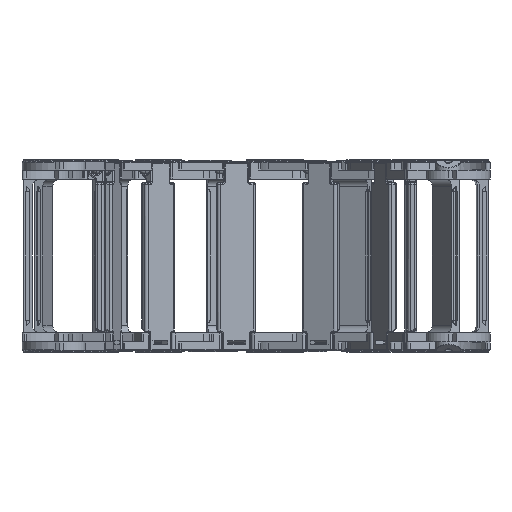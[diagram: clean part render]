
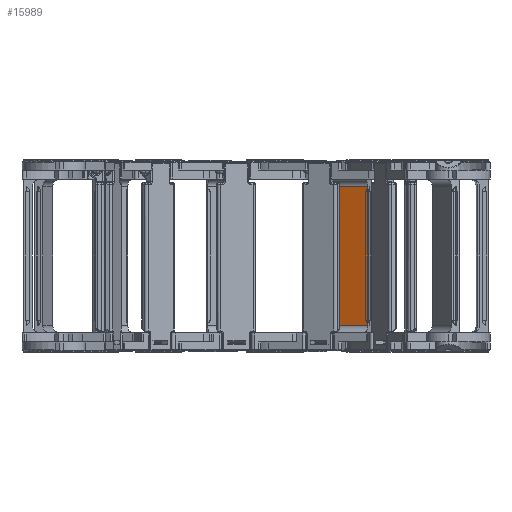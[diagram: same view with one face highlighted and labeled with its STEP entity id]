
A CAD part, left-side view. The second image highlights one B-rep face of the part: STEP entity #15989.
In plain terms, the highlighted face is planar.
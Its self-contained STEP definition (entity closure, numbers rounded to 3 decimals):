
#268 = PLANE ( 'NONE',  #21493 ) ;
#944 = LINE ( 'NONE', #4692, #4156 ) ;
#1032 = EDGE_CURVE ( 'NONE', #16874, #20405, #944, .T. ) ;
#1377 = DIRECTION ( 'NONE',  ( -1., 0., 0. ) ) ;
#1853 = DIRECTION ( 'NONE',  ( 0., 1., 0. ) ) ;
#2502 = EDGE_LOOP ( 'NONE', ( #10029, #11085, #7261, #13578 ) ) ;
#3372 = DIRECTION ( 'NONE',  ( 0., 0., 1. ) ) ;
#3550 = LINE ( 'NONE', #18574, #17777 ) ;
#4156 = VECTOR ( 'NONE', #20060, 1000. ) ;
#4692 = CARTESIAN_POINT ( 'NONE',  ( 107.5, -12.25, 70. ) ) ;
#4713 = CARTESIAN_POINT ( 'NONE',  ( 90., -12.25, -2. ) ) ;
#6106 = EDGE_CURVE ( 'NONE', #16897, #19901, #3550, .T. ) ;
#6859 = DIRECTION ( 'NONE',  ( 1., 0., 0. ) ) ;
#7017 = EDGE_CURVE ( 'NONE', #20405, #16897, #18538, .T. ) ;
#7261 = ORIENTED_EDGE ( 'NONE', *, *, #6106, .T. ) ;
#7385 = CARTESIAN_POINT ( 'NONE',  ( 107.5, -12.25, 52. ) ) ;
#9868 = CARTESIAN_POINT ( 'NONE',  ( 92.5, -12.25, 52. ) ) ;
#10029 = ORIENTED_EDGE ( 'NONE', *, *, #1032, .T. ) ;
#11085 = ORIENTED_EDGE ( 'NONE', *, *, #7017, .T. ) ;
#11720 = CARTESIAN_POINT ( 'NONE',  ( 90., -12.25, 52. ) ) ;
#12946 = FACE_OUTER_BOUND ( 'NONE', #2502, .T. ) ;
#13578 = ORIENTED_EDGE ( 'NONE', *, *, #18419, .T. ) ;
#13980 = VECTOR ( 'NONE', #1377, 1000. ) ;
#14998 = LINE ( 'NONE', #11720, #15541 ) ;
#15541 = VECTOR ( 'NONE', #6859, 1000. ) ;
#15989 = ADVANCED_FACE ( 'NONE', ( #12946 ), #268, .T. ) ;
#16874 = VERTEX_POINT ( 'NONE', #7385 ) ;
#16897 = VERTEX_POINT ( 'NONE', #20979 ) ;
#17243 = DIRECTION ( 'NONE',  ( 0., 0., 1. ) ) ;
#17777 = VECTOR ( 'NONE', #3372, 1000. ) ;
#18419 = EDGE_CURVE ( 'NONE', #19901, #16874, #14998, .T. ) ;
#18538 = LINE ( 'NONE', #4713, #13980 ) ;
#18574 = CARTESIAN_POINT ( 'NONE',  ( 92.5, -12.25, 70. ) ) ;
#18925 = CARTESIAN_POINT ( 'NONE',  ( 90., -12.25, 30. ) ) ;
#19901 = VERTEX_POINT ( 'NONE', #9868 ) ;
#20060 = DIRECTION ( 'NONE',  ( 0., 0., -1. ) ) ;
#20405 = VERTEX_POINT ( 'NONE', #21457 ) ;
#20979 = CARTESIAN_POINT ( 'NONE',  ( 92.5, -12.25, -2. ) ) ;
#21457 = CARTESIAN_POINT ( 'NONE',  ( 107.5, -12.25, -2. ) ) ;
#21493 = AXIS2_PLACEMENT_3D ( 'NONE', #18925, #1853, #17243 ) ;
